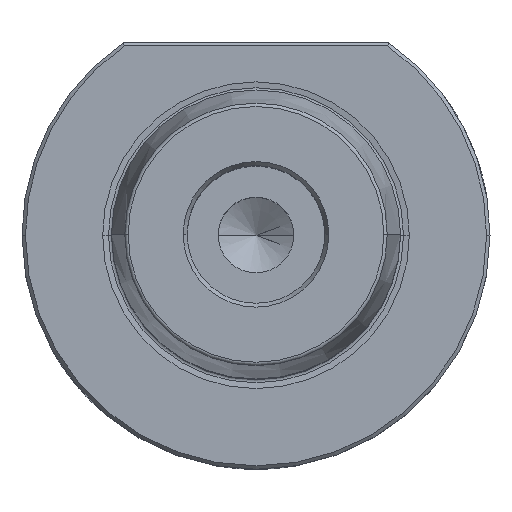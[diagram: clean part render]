
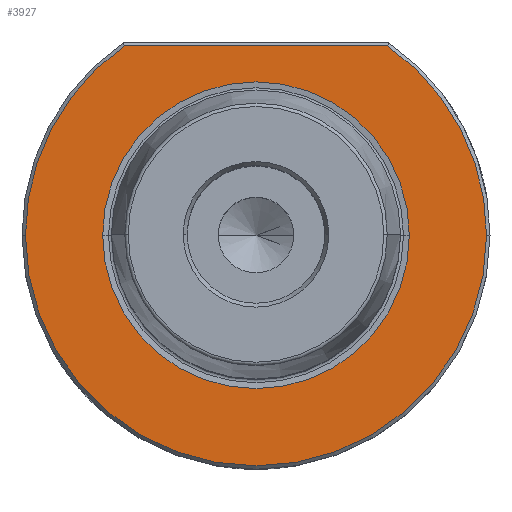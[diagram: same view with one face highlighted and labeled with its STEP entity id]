
A CAD part, top view. The second image highlights one B-rep face of the part: STEP entity #3927.
In plain terms, the highlighted planar face has unit normal (0, 0, 1).
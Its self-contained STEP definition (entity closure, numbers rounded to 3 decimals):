
#232 = CARTESIAN_POINT ( 'NONE',  ( 19.131, 27.5, 16. ) ) ;
#408 = VERTEX_POINT ( 'NONE', #232 ) ;
#455 = DIRECTION ( 'NONE',  ( 0., 0., 1. ) ) ;
#539 = ORIENTED_EDGE ( 'NONE', *, *, #4984, .F. ) ;
#566 = CIRCLE ( 'NONE', #5311, 33.5 ) ;
#567 = ORIENTED_EDGE ( 'NONE', *, *, #1360, .T. ) ;
#607 = CIRCLE ( 'NONE', #864, 33.5 ) ;
#735 = ORIENTED_EDGE ( 'NONE', *, *, #886, .T. ) ;
#829 = DIRECTION ( 'NONE',  ( 0., 0., -1. ) ) ;
#864 = AXIS2_PLACEMENT_3D ( 'NONE', #1859, #4692, #2302 ) ;
#886 = EDGE_CURVE ( 'NONE', #3144, #2376, #566, .T. ) ;
#1125 = FACE_BOUND ( 'NONE', #3335, .T. ) ;
#1306 = CARTESIAN_POINT ( 'NONE',  ( -19.131, 27.5, 16. ) ) ;
#1307 = DIRECTION ( 'NONE',  ( 1., 0., 0. ) ) ;
#1329 = DIRECTION ( 'NONE',  ( 0., 0., 1. ) ) ;
#1350 = CARTESIAN_POINT ( 'NONE',  ( 0., 0., 16. ) ) ;
#1360 = EDGE_CURVE ( 'NONE', #2376, #1555, #2909, .T. ) ;
#1555 = VERTEX_POINT ( 'NONE', #3487 ) ;
#1642 = DIRECTION ( 'NONE',  ( 0., 0., 1. ) ) ;
#1657 = PLANE ( 'NONE',  #5214 ) ;
#1859 = CARTESIAN_POINT ( 'NONE',  ( 0., 0., 16. ) ) ;
#1925 = EDGE_LOOP ( 'NONE', ( #735, #567, #3234, #5023 ) ) ;
#1927 = LINE ( 'NONE', #4808, #3801 ) ;
#2294 = VERTEX_POINT ( 'NONE', #4546 ) ;
#2302 = DIRECTION ( 'NONE',  ( 1., 0., 0. ) ) ;
#2321 = ORIENTED_EDGE ( 'NONE', *, *, #3989, .F. ) ;
#2364 = AXIS2_PLACEMENT_3D ( 'NONE', #4072, #1642, #4493 ) ;
#2376 = VERTEX_POINT ( 'NONE', #3993 ) ;
#2512 = CIRCLE ( 'NONE', #2364, 22.281 ) ;
#2555 = CARTESIAN_POINT ( 'NONE',  ( 0., 0., 16. ) ) ;
#2777 = CARTESIAN_POINT ( 'NONE',  ( 22.281, 0., 16. ) ) ;
#2909 = CIRCLE ( 'NONE', #4591, 33.5 ) ;
#2951 = CARTESIAN_POINT ( 'NONE',  ( 0., 0., 16. ) ) ;
#3144 = VERTEX_POINT ( 'NONE', #1306 ) ;
#3154 = DIRECTION ( 'NONE',  ( 1., 0., 0. ) ) ;
#3189 = FACE_OUTER_BOUND ( 'NONE', #1925, .T. ) ;
#3234 = ORIENTED_EDGE ( 'NONE', *, *, #4744, .T. ) ;
#3268 = DIRECTION ( 'NONE',  ( 0., 0., 1. ) ) ;
#3335 = EDGE_LOOP ( 'NONE', ( #539, #2321 ) ) ;
#3353 = DIRECTION ( 'NONE',  ( 1., 0., 0. ) ) ;
#3487 = CARTESIAN_POINT ( 'NONE',  ( 33.5, 0., 16. ) ) ;
#3573 = DIRECTION ( 'NONE',  ( -1., 0., 0. ) ) ;
#3700 = DIRECTION ( 'NONE',  ( -1., 0., 0. ) ) ;
#3801 = VECTOR ( 'NONE', #3573, 1000. ) ;
#3873 = CIRCLE ( 'NONE', #4656, 22.281 ) ;
#3882 = EDGE_CURVE ( 'NONE', #408, #3144, #1927, .T. ) ;
#3927 = ADVANCED_FACE ( 'NONE', ( #1125, #3189 ), #1657, .F. ) ;
#3989 = EDGE_CURVE ( 'NONE', #2294, #4330, #3873, .T. ) ;
#3993 = CARTESIAN_POINT ( 'NONE',  ( -33.5, 0., 16. ) ) ;
#4072 = CARTESIAN_POINT ( 'NONE',  ( 0., 0., 16. ) ) ;
#4330 = VERTEX_POINT ( 'NONE', #2777 ) ;
#4493 = DIRECTION ( 'NONE',  ( 1., 0., 0. ) ) ;
#4546 = CARTESIAN_POINT ( 'NONE',  ( -22.281, 0., 16. ) ) ;
#4591 = AXIS2_PLACEMENT_3D ( 'NONE', #2555, #3268, #3154 ) ;
#4656 = AXIS2_PLACEMENT_3D ( 'NONE', #2951, #455, #3353 ) ;
#4692 = DIRECTION ( 'NONE',  ( 0., 0., 1. ) ) ;
#4744 = EDGE_CURVE ( 'NONE', #1555, #408, #607, .T. ) ;
#4808 = CARTESIAN_POINT ( 'NONE',  ( -18.392, 27.5, 16. ) ) ;
#4920 = CARTESIAN_POINT ( 'NONE',  ( 0., 33.5, 16. ) ) ;
#4984 = EDGE_CURVE ( 'NONE', #4330, #2294, #2512, .T. ) ;
#5023 = ORIENTED_EDGE ( 'NONE', *, *, #3882, .T. ) ;
#5214 = AXIS2_PLACEMENT_3D ( 'NONE', #4920, #829, #3700 ) ;
#5311 = AXIS2_PLACEMENT_3D ( 'NONE', #1350, #1329, #1307 ) ;
